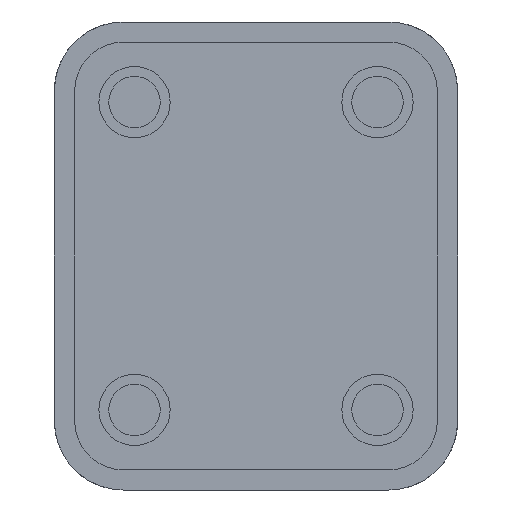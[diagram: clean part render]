
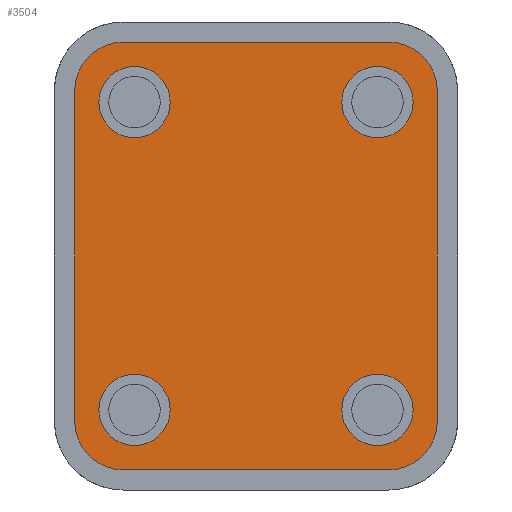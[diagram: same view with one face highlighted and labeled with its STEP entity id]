
A CAD part, front view. The second image highlights one B-rep face of the part: STEP entity #3504.
In plain terms, the highlighted planar face has unit normal (0, -1, 0).
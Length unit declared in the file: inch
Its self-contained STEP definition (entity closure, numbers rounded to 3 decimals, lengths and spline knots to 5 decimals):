
#1025=CARTESIAN_POINT('',(0.64535,0.125,0.80285));
#1026=DIRECTION('',(0.,1.,0.));
#1027=DIRECTION('',(0.,0.,1.));
#1028=AXIS2_PLACEMENT_3D('',#1025,#1026,#1027);
#1030=DIRECTION('',(0.,0.,-1.));
#1031=VECTOR('',#1030,1.60571);
#1032=CARTESIAN_POINT('',(0.88157,0.125,0.80285));
#1033=LINE('',#1032,#1031);
#1034=CARTESIAN_POINT('',(0.64535,0.125,-0.80285));
#1035=DIRECTION('',(0.,1.,0.));
#1036=DIRECTION('',(1.,0.,0.));
#1037=AXIS2_PLACEMENT_3D('',#1034,#1035,#1036);
#1039=DIRECTION('',(-1.,0.,0.));
#1040=VECTOR('',#1039,1.29071);
#1041=CARTESIAN_POINT('',(0.64535,0.125,-1.03907));
#1042=LINE('',#1041,#1040);
#1043=CARTESIAN_POINT('',(-0.64535,0.125,-0.80285));
#1044=DIRECTION('',(0.,1.,0.));
#1045=DIRECTION('',(0.,0.,-1.));
#1046=AXIS2_PLACEMENT_3D('',#1043,#1044,#1045);
#1048=DIRECTION('',(0.,0.,1.));
#1049=VECTOR('',#1048,1.60571);
#1050=CARTESIAN_POINT('',(-0.88157,0.125,-0.80285));
#1051=LINE('',#1050,#1049);
#1052=CARTESIAN_POINT('',(-0.64535,0.125,0.80285));
#1053=DIRECTION('',(0.,1.,0.));
#1054=DIRECTION('',(-1.,0.,0.));
#1055=AXIS2_PLACEMENT_3D('',#1052,#1053,#1054);
#1057=DIRECTION('',(1.,0.,0.));
#1058=VECTOR('',#1057,1.29071);
#1059=CARTESIAN_POINT('',(-0.64535,0.125,1.03907));
#1060=LINE('',#1059,#1058);
#1061=CARTESIAN_POINT('',(0.59055,0.125,0.74803));
#1062=DIRECTION('',(0.,-1.,0.));
#1063=DIRECTION('',(-1.,0.,0.));
#1064=AXIS2_PLACEMENT_3D('',#1061,#1062,#1063);
#1066=CARTESIAN_POINT('',(0.59055,0.125,0.74803));
#1067=DIRECTION('',(0.,-1.,0.));
#1068=DIRECTION('',(1.,0.,0.));
#1069=AXIS2_PLACEMENT_3D('',#1066,#1067,#1068);
#1071=CARTESIAN_POINT('',(-0.59055,0.125,0.74803));
#1072=DIRECTION('',(0.,-1.,0.));
#1073=DIRECTION('',(-1.,0.,0.));
#1074=AXIS2_PLACEMENT_3D('',#1071,#1072,#1073);
#1076=CARTESIAN_POINT('',(-0.59055,0.125,0.74803));
#1077=DIRECTION('',(0.,-1.,0.));
#1078=DIRECTION('',(1.,0.,0.));
#1079=AXIS2_PLACEMENT_3D('',#1076,#1077,#1078);
#1081=CARTESIAN_POINT('',(-0.59055,0.125,-0.74803));
#1082=DIRECTION('',(0.,-1.,0.));
#1083=DIRECTION('',(-1.,0.,0.));
#1084=AXIS2_PLACEMENT_3D('',#1081,#1082,#1083);
#1086=CARTESIAN_POINT('',(-0.59055,0.125,-0.74803));
#1087=DIRECTION('',(0.,-1.,0.));
#1088=DIRECTION('',(1.,0.,0.));
#1089=AXIS2_PLACEMENT_3D('',#1086,#1087,#1088);
#1091=CARTESIAN_POINT('',(0.59055,0.125,-0.74803));
#1092=DIRECTION('',(0.,-1.,0.));
#1093=DIRECTION('',(-1.,0.,0.));
#1094=AXIS2_PLACEMENT_3D('',#1091,#1092,#1093);
#1096=CARTESIAN_POINT('',(0.59055,0.125,-0.74803));
#1097=DIRECTION('',(0.,-1.,0.));
#1098=DIRECTION('',(1.,0.,0.));
#1099=AXIS2_PLACEMENT_3D('',#1096,#1097,#1098);
#1513=CARTESIAN_POINT('',(0.41732,0.125,0.74803));
#1514=CARTESIAN_POINT('',(0.76378,0.125,0.74803));
#1515=VERTEX_POINT('',#1513);
#1516=VERTEX_POINT('',#1514);
#1517=CARTESIAN_POINT('',(-0.76378,0.125,0.74803));
#1518=CARTESIAN_POINT('',(-0.41732,0.125,0.74803));
#1519=VERTEX_POINT('',#1517);
#1520=VERTEX_POINT('',#1518);
#1521=CARTESIAN_POINT('',(-0.76378,0.125,-0.74803));
#1522=CARTESIAN_POINT('',(-0.41732,0.125,-0.74803));
#1523=VERTEX_POINT('',#1521);
#1524=VERTEX_POINT('',#1522);
#1525=CARTESIAN_POINT('',(0.41732,0.125,-0.74803));
#1526=CARTESIAN_POINT('',(0.76378,0.125,-0.74803));
#1527=VERTEX_POINT('',#1525);
#1528=VERTEX_POINT('',#1526);
#1529=CARTESIAN_POINT('',(0.64535,0.125,1.03907));
#1530=CARTESIAN_POINT('',(0.88157,0.125,0.80285));
#1531=VERTEX_POINT('',#1529);
#1532=VERTEX_POINT('',#1530);
#1533=CARTESIAN_POINT('',(-0.64535,0.125,1.03907));
#1534=VERTEX_POINT('',#1533);
#1535=CARTESIAN_POINT('',(-0.88157,0.125,0.80285));
#1536=VERTEX_POINT('',#1535);
#1537=CARTESIAN_POINT('',(-0.88157,0.125,-0.80285));
#1538=VERTEX_POINT('',#1537);
#1539=CARTESIAN_POINT('',(-0.64535,0.125,-1.03907));
#1540=VERTEX_POINT('',#1539);
#1541=CARTESIAN_POINT('',(0.64535,0.125,-1.03907));
#1542=VERTEX_POINT('',#1541);
#1543=CARTESIAN_POINT('',(0.88157,0.125,-0.80285));
#1544=VERTEX_POINT('',#1543);
#3465=CARTESIAN_POINT('',(-0.98,0.125,-1.1375));
#3466=DIRECTION('',(0.,-1.,0.));
#3467=DIRECTION('',(1.,0.,0.));
#3468=AXIS2_PLACEMENT_3D('',#3465,#3466,#3467);
#3469=PLANE('',#3468);
#3470=ORIENTED_EDGE('',*,*,#3361,.T.);
#3471=ORIENTED_EDGE('',*,*,#3376,.T.);
#3472=ORIENTED_EDGE('',*,*,#3390,.T.);
#3473=ORIENTED_EDGE('',*,*,#3404,.T.);
#3474=ORIENTED_EDGE('',*,*,#3418,.T.);
#3475=ORIENTED_EDGE('',*,*,#3432,.T.);
#3476=ORIENTED_EDGE('',*,*,#3446,.T.);
#3477=ORIENTED_EDGE('',*,*,#3459,.T.);
#3478=EDGE_LOOP('',(#3470,#3471,#3472,#3473,#3474,#3475,#3476,#3477));
#3479=FACE_OUTER_BOUND('',#3478,.F.);
#3481=ORIENTED_EDGE('',*,*,#3480,.T.);
#3483=ORIENTED_EDGE('',*,*,#3482,.T.);
#3484=EDGE_LOOP('',(#3481,#3483));
#3485=FACE_BOUND('',#3484,.F.);
#3487=ORIENTED_EDGE('',*,*,#3486,.T.);
#3489=ORIENTED_EDGE('',*,*,#3488,.T.);
#3490=EDGE_LOOP('',(#3487,#3489));
#3491=FACE_BOUND('',#3490,.F.);
#3493=ORIENTED_EDGE('',*,*,#3492,.T.);
#3495=ORIENTED_EDGE('',*,*,#3494,.T.);
#3496=EDGE_LOOP('',(#3493,#3495));
#3497=FACE_BOUND('',#3496,.F.);
#3499=ORIENTED_EDGE('',*,*,#3498,.T.);
#3501=ORIENTED_EDGE('',*,*,#3500,.T.);
#3502=EDGE_LOOP('',(#3499,#3501));
#3503=FACE_BOUND('',#3502,.F.);
#3504=ADVANCED_FACE('',(#3479,#3485,#3491,#3497,#3503),#3469,.T.);
#1029=CIRCLE('',#1028,0.23622);
#1038=CIRCLE('',#1037,0.23622);
#1047=CIRCLE('',#1046,0.23622);
#1056=CIRCLE('',#1055,0.23622);
#1065=CIRCLE('',#1064,0.17323);
#1070=CIRCLE('',#1069,0.17323);
#1075=CIRCLE('',#1074,0.17323);
#1080=CIRCLE('',#1079,0.17323);
#1085=CIRCLE('',#1084,0.17323);
#1090=CIRCLE('',#1089,0.17323);
#1095=CIRCLE('',#1094,0.17323);
#1100=CIRCLE('',#1099,0.17323);
#3361=EDGE_CURVE('',#1531,#1532,#1029,.T.);
#3376=EDGE_CURVE('',#1532,#1544,#1033,.T.);
#3390=EDGE_CURVE('',#1544,#1542,#1038,.T.);
#3404=EDGE_CURVE('',#1542,#1540,#1042,.T.);
#3418=EDGE_CURVE('',#1540,#1538,#1047,.T.);
#3432=EDGE_CURVE('',#1538,#1536,#1051,.T.);
#3446=EDGE_CURVE('',#1536,#1534,#1056,.T.);
#3459=EDGE_CURVE('',#1534,#1531,#1060,.T.);
#3480=EDGE_CURVE('',#1515,#1516,#1065,.T.);
#3482=EDGE_CURVE('',#1516,#1515,#1070,.T.);
#3486=EDGE_CURVE('',#1519,#1520,#1075,.T.);
#3488=EDGE_CURVE('',#1520,#1519,#1080,.T.);
#3492=EDGE_CURVE('',#1523,#1524,#1085,.T.);
#3494=EDGE_CURVE('',#1524,#1523,#1090,.T.);
#3498=EDGE_CURVE('',#1527,#1528,#1095,.T.);
#3500=EDGE_CURVE('',#1528,#1527,#1100,.T.);
